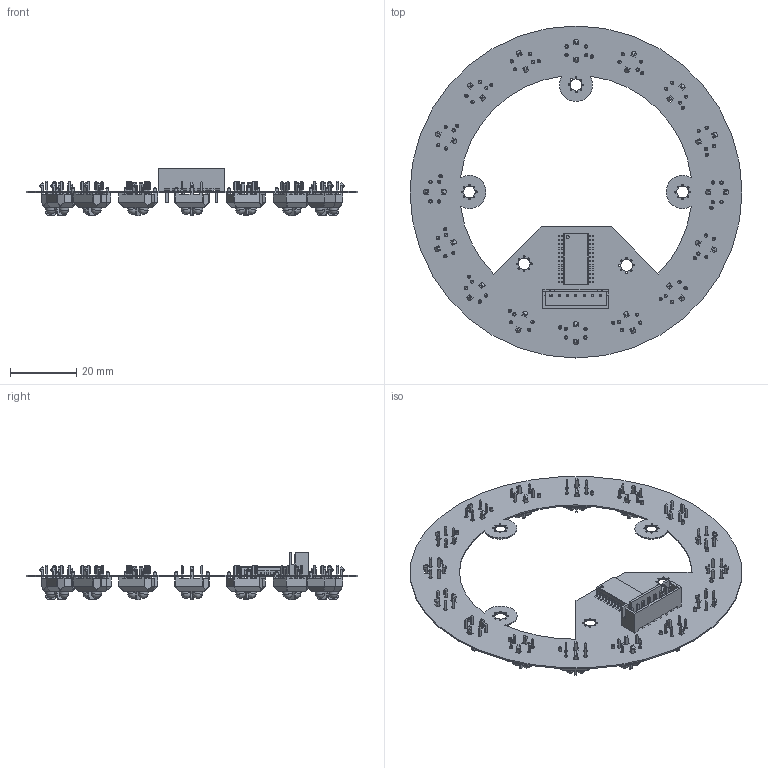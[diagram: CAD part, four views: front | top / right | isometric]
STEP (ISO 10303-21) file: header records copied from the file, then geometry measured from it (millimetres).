
FILE_DESCRIPTION(('Open CASCADE Model'),'2;1');
FILE_NAME('Open CASCADE Shape Model','2025-08-19T01:35:13',('Author'),( 'Open CASCADE'),'Open CASCADE STEP processor 6.8','Open CASCADE 6.8' ,'Unknown');
FILE_SCHEMA(('AUTOMOTIVE_DESIGN { 1 0 10303 214 1 1 1 1 }'));
Length unit declared in the file: millimetre
Products named in the file (29): PCB; Board; Open CASCADE STEP translator 6.8 3.1.1; Open CASCADE STEP translator 6.8 3.1.1.1; U90; XH_2,54_7p_RGB13493756; U75; 5802451840; Open_CASCADE_STEP_translator_6.8_12.1; Body; Open_CASCADE_STEP_translator_6.8_12.2.1; Leader; U89; TCRT-5000; U88; U87; U86; U85; U84; U83; U82; U81; U80; U79; U78; U77; U76; U74
Assembly tree (66 placements, depth 5):
  PCB
    Board
      Open CASCADE STEP translator 6.8 3.1.1
        Open CASCADE STEP translator 6.8 3.1.1.1
    U90
      XH_2,54_7p_RGB13493756
    U75
      5802451840
        Open_CASCADE_STEP_translator_6.8_12.1
        Body
          Open_CASCADE_STEP_translator_6.8_12.2.1
        Leader  x24
    U89
      TCRT-5000
    U88
      TCRT-5000
    U87
      TCRT-5000
    U86
      TCRT-5000
    U85
      TCRT-5000
    U84
      TCRT-5000
    U83
      TCRT-5000
    U82
      TCRT-5000
    U81
      TCRT-5000
    U80
      TCRT-5000
    U79
      TCRT-5000
    U78
      TCRT-5000
    U77
      TCRT-5000
    U76
      TCRT-5000
    U75
      TCRT-5000
    U74
      TCRT-5000
Bounding box: 100 x 100 x 14.41 mm (x, y, z)
Volume: 6479.3 mm3; surface area: 17324 mm2
Topology: 146 solids, 147 shells, 6034 faces, 15239 edges, 9647 vertices
Faces by surface type: plane 3374, bspline 1480, cylinder 866, sphere 298, cone 16
Full cylindrical faces by diameter (mm): 0.5 x40, 0.9 x16, 0.95 x1, 1 x80, 1.1 x7, 2.88 x32, 3.5 x5, 100 x1
Entity records: 30865 total; most frequent: CARTESIAN_POINT 6273, ORIENTED_EDGE 4579, DIRECTION 4185, EDGE_CURVE 2288, LINE 1649, VECTOR 1649, VERTEX_POINT 1460, AXIS2_PLACEMENT_3D 1268
